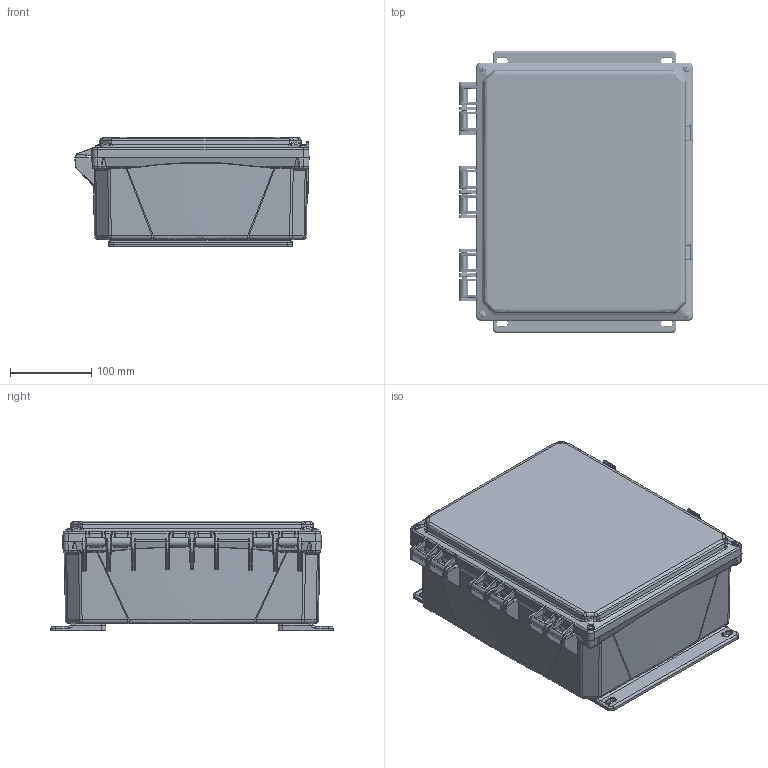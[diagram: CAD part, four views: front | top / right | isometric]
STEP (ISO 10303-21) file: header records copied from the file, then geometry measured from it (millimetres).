
FILE_DESCRIPTION((''),'2;1');
FILE_NAME('H12104HF_ASM','2017-01-05T',('tstokes'),(''),'CREO PARAMETRIC BY PTC INC, 2016050','CREO PARAMETRIC BY PTC INC, 2016050','');
FILE_SCHEMA(('CONFIG_CONTROL_DESIGN'));
Products named in the file (9): H12104BH; 9912525-80-10; 9912521-80-10; H12104BH_ASM; H1210CHO; MFLK10; 9912530-82-10; 9912538-82-10; H12104HF_ASM
Assembly tree (25 placements, depth 3):
  H12104HF_ASM
    H12104BH_ASM
      H12104BH
      9912525-80-10  x8
      9912521-80-10  x4
    H1210CHO
    MFLK10  x2
    9912530-82-10  x4
    9912538-82-10  x4
Bounding box: 288.52 x 347.73 x 134.63 mm (x, y, z)
Volume: 1469285.3 mm3; surface area: 762538.8 mm2
Topology: 24 solids, 24 shells, 4688 faces, 10998 edges, 6523 vertices
Faces by surface type: cylinder 1808, plane 1194, bspline 975, cone 280, sphere 240, torus 104, extrusion 87
Entity records: 137874 total; most frequent: CARTESIAN_POINT 67692, ORIENTED_EDGE 15868, DIRECTION 12510, EDGE_CURVE 7934, VERTEX_POINT 4662, AXIS2_PLACEMENT_3D 4506, VECTOR 3498, EDGE_LOOP 3492
